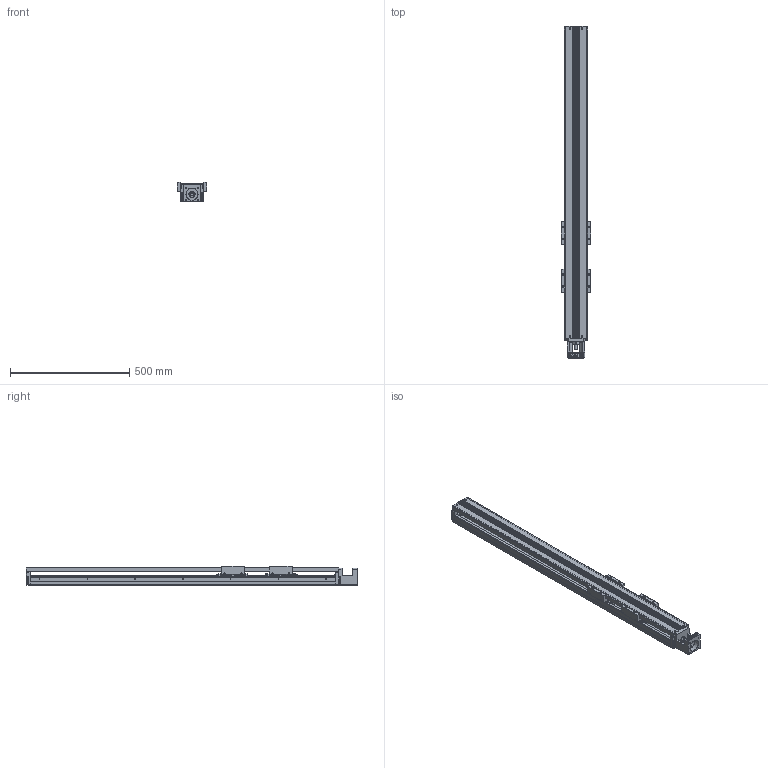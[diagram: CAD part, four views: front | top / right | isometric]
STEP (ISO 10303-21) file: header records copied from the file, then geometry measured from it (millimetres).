
FILE_DESCRIPTION(/* description */ (''),/* implementation_level */ '2;1');
FILE_NAME(/* name */ 'KM55B+1280N0_1050_stp.stp',/* time_stamp */ '2010-01-21T11:21:08+08:00',/* author */ (''),/* organization */ (''),/* preprocessor_version */ 'ST-DEVELOPER v11',/* originating_system */ 'UGS - NX 5.0',/* authorisation */ '');
FILE_SCHEMA (('CONFIG_CONTROL_DESIGN'));
Length unit declared in the file: millimetre
Products named in the file (1): shinE906kqh3
Bounding box: 124 x 1390.9 x 80 mm (x, y, z)
Volume: 4651899.8 mm3; surface area: 1087116.1 mm2
Topology: 4 solids, 19 shells, 1933 faces, 4934 edges, 3178 vertices
Faces by surface type: plane 1295, cylinder 367, cone 201, torus 24, extrusion 24, sphere 18, bspline 4
Full cylindrical faces by diameter (mm): 1.6 x14, 2.5 x6, 3 x6, 3.4 x4, 4 x1, 4.2 x4, 5 x4, 5.2 x4, 5.5 x2, 6 x2, 6.4 x4, 6.8 x16, 7.2 x4, 9 x30, 9.5 x12, 10 x12, 10.5 x20, 11 x8, 12 x2, 13 x8, 14 x8, 15 x21, 20 x2, 21 x5, 21.3 x2, 26 x1, 32 x2, 50 x1
Entity records: 56089 total; most frequent: CARTESIAN_POINT 10817, DIRECTION 9135, ORIENTED_EDGE 8842, EDGE_CURVE 4421, VECTOR 3301, LINE 3277, VERTEX_POINT 3061, AXIS2_PLACEMENT_3D 2917
